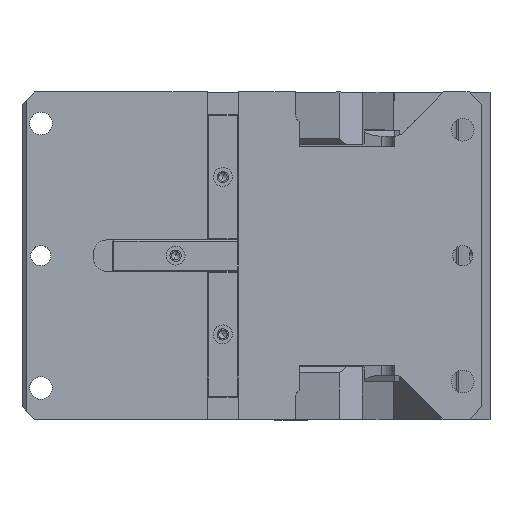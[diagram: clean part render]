
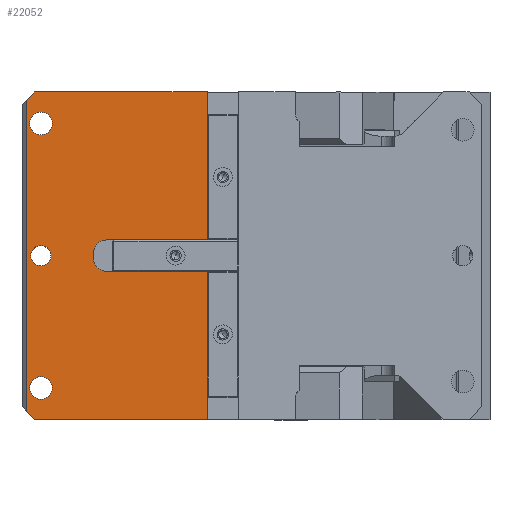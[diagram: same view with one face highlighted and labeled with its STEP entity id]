
A CAD part, top view. The second image highlights one B-rep face of the part: STEP entity #22052.
In plain terms, the highlighted planar face has unit normal (0, 0, 1).
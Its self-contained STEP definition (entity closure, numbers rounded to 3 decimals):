
#18272=CARTESIAN_POINT('Axis2P3D Location',(-300.,0.,265.)) ;
#19862=CARTESIAN_POINT('Vertex',(-275.,-130.,265.)) ;
#19911=CARTESIAN_POINT('Vertex',(-138.,-130.,265.)) ;
#19914=CARTESIAN_POINT('Line Origine',(-206.5,-130.,265.)) ;
#19959=CARTESIAN_POINT('Line Origine',(-206.5,130.,265.)) ;
#19963=CARTESIAN_POINT('Vertex',(-138.,130.,265.)) ;
#19965=CARTESIAN_POINT('Vertex',(-275.,130.,265.)) ;
#21598=CARTESIAN_POINT('Line Origine',(-280.,-125.,265.)) ;
#21602=CARTESIAN_POINT('Vertex',(-281.5,-123.5,265.)) ;
#21916=CARTESIAN_POINT('Vertex',(-138.,-12.5,265.)) ;
#21919=CARTESIAN_POINT('Line Origine',(-138.,-71.25,265.)) ;
#21932=CARTESIAN_POINT('Line Origine',(-281.5,0.,265.)) ;
#21936=CARTESIAN_POINT('Vertex',(-281.5,123.5,265.)) ;
#21939=CARTESIAN_POINT('Line Origine',(-178.,-12.5,265.)) ;
#21943=CARTESIAN_POINT('Vertex',(-218.,-12.5,265.)) ;
#21946=CARTESIAN_POINT('Axis2P3D Location',(-218.,-2.5,265.)) ;
#21950=CARTESIAN_POINT('Vertex',(-228.,-2.5,265.)) ;
#21953=CARTESIAN_POINT('Line Origine',(-228.,0.,265.)) ;
#21957=CARTESIAN_POINT('Vertex',(-228.,2.5,265.)) ;
#21960=CARTESIAN_POINT('Axis2P3D Location',(-218.,2.5,265.)) ;
#21964=CARTESIAN_POINT('Vertex',(-218.,12.5,265.)) ;
#21967=CARTESIAN_POINT('Line Origine',(-178.,12.5,265.)) ;
#21971=CARTESIAN_POINT('Vertex',(-138.,12.5,265.)) ;
#21974=CARTESIAN_POINT('Line Origine',(-138.,71.25,265.)) ;
#21979=CARTESIAN_POINT('Line Origine',(-278.25,126.75,265.)) ;
#21998=CARTESIAN_POINT('Axis2P3D Location',(-270.,0.,265.)) ;
#22002=CARTESIAN_POINT('Vertex',(-278.,0.,265.)) ;
#22004=CARTESIAN_POINT('Vertex',(-262.,0.,265.)) ;
#22007=CARTESIAN_POINT('Axis2P3D Location',(-270.,0.,265.)) ;
#22016=CARTESIAN_POINT('Axis2P3D Location',(-270.,105.,265.)) ;
#22020=CARTESIAN_POINT('Vertex',(-261.,105.,265.)) ;
#22022=CARTESIAN_POINT('Vertex',(-279.,105.,265.)) ;
#22025=CARTESIAN_POINT('Axis2P3D Location',(-270.,105.,265.)) ;
#22034=CARTESIAN_POINT('Axis2P3D Location',(-270.,-105.,265.)) ;
#22038=CARTESIAN_POINT('Vertex',(-279.,-105.,265.)) ;
#22040=CARTESIAN_POINT('Vertex',(-261.,-105.,265.)) ;
#22043=CARTESIAN_POINT('Axis2P3D Location',(-270.,-105.,265.)) ;
#18273=DIRECTION('Axis2P3D Direction',(0.,0.,-1.)) ;
#18274=DIRECTION('Axis2P3D XDirection',(1.,0.,0.)) ;
#19915=DIRECTION('Vector Direction',(-1.,0.,0.)) ;
#19960=DIRECTION('Vector Direction',(-1.,0.,0.)) ;
#21599=DIRECTION('Vector Direction',(0.707,-0.707,0.)) ;
#21920=DIRECTION('Vector Direction',(0.,1.,0.)) ;
#21933=DIRECTION('Vector Direction',(0.,1.,0.)) ;
#21940=DIRECTION('Vector Direction',(1.,0.,0.)) ;
#21947=DIRECTION('Axis2P3D Direction',(0.,0.,-1.)) ;
#21954=DIRECTION('Vector Direction',(0.,-1.,0.)) ;
#21961=DIRECTION('Axis2P3D Direction',(0.,0.,-1.)) ;
#21968=DIRECTION('Vector Direction',(1.,0.,0.)) ;
#21975=DIRECTION('Vector Direction',(0.,1.,0.)) ;
#21980=DIRECTION('Vector Direction',(0.707,0.707,0.)) ;
#21999=DIRECTION('Axis2P3D Direction',(0.,0.,-1.)) ;
#22008=DIRECTION('Axis2P3D Direction',(0.,0.,-1.)) ;
#22017=DIRECTION('Axis2P3D Direction',(0.,0.,-1.)) ;
#22026=DIRECTION('Axis2P3D Direction',(0.,0.,-1.)) ;
#22035=DIRECTION('Axis2P3D Direction',(0.,0.,-1.)) ;
#22044=DIRECTION('Axis2P3D Direction',(0.,0.,-1.)) ;
#18275=AXIS2_PLACEMENT_3D('Plane Axis2P3D',#18272,#18273,#18274) ;
#21948=AXIS2_PLACEMENT_3D('Circle Axis2P3D',#21946,#21947,$) ;
#21962=AXIS2_PLACEMENT_3D('Circle Axis2P3D',#21960,#21961,$) ;
#22000=AXIS2_PLACEMENT_3D('Circle Axis2P3D',#21998,#21999,$) ;
#22009=AXIS2_PLACEMENT_3D('Circle Axis2P3D',#22007,#22008,$) ;
#22018=AXIS2_PLACEMENT_3D('Circle Axis2P3D',#22016,#22017,$) ;
#22027=AXIS2_PLACEMENT_3D('Circle Axis2P3D',#22025,#22026,$) ;
#22036=AXIS2_PLACEMENT_3D('Circle Axis2P3D',#22034,#22035,$) ;
#22045=AXIS2_PLACEMENT_3D('Circle Axis2P3D',#22043,#22044,$) ;
#21985=ORIENTED_EDGE('',*,*,#21938,.T.) ;
#21986=ORIENTED_EDGE('',*,*,#21604,.T.) ;
#21987=ORIENTED_EDGE('',*,*,#19918,.F.) ;
#21988=ORIENTED_EDGE('',*,*,#21923,.T.) ;
#21989=ORIENTED_EDGE('',*,*,#21945,.F.) ;
#21990=ORIENTED_EDGE('',*,*,#21952,.T.) ;
#21991=ORIENTED_EDGE('',*,*,#21959,.F.) ;
#21992=ORIENTED_EDGE('',*,*,#21966,.T.) ;
#21993=ORIENTED_EDGE('',*,*,#21973,.T.) ;
#21994=ORIENTED_EDGE('',*,*,#21978,.T.) ;
#21995=ORIENTED_EDGE('',*,*,#19967,.T.) ;
#21996=ORIENTED_EDGE('',*,*,#21983,.F.) ;
#22013=ORIENTED_EDGE('',*,*,#22006,.T.) ;
#22014=ORIENTED_EDGE('',*,*,#22011,.T.) ;
#22031=ORIENTED_EDGE('',*,*,#22024,.T.) ;
#22032=ORIENTED_EDGE('',*,*,#22029,.T.) ;
#22049=ORIENTED_EDGE('',*,*,#22042,.T.) ;
#22050=ORIENTED_EDGE('',*,*,#22047,.T.) ;
#22015=FACE_BOUND('',#22012,.T.) ;
#22033=FACE_BOUND('',#22030,.T.) ;
#22051=FACE_BOUND('',#22048,.T.) ;
#19916=VECTOR('Line Direction',#19915,1.) ;
#19961=VECTOR('Line Direction',#19960,1.) ;
#21600=VECTOR('Line Direction',#21599,1.) ;
#21921=VECTOR('Line Direction',#21920,1.) ;
#21934=VECTOR('Line Direction',#21933,1.) ;
#21941=VECTOR('Line Direction',#21940,1.) ;
#21955=VECTOR('Line Direction',#21954,1.) ;
#21969=VECTOR('Line Direction',#21968,1.) ;
#21976=VECTOR('Line Direction',#21975,1.) ;
#21981=VECTOR('Line Direction',#21980,1.) ;
#22052=ADVANCED_FACE('SCHIEBERBETT',(#21997,#22015,#22033,#22051),#18276,.F.) ;
#21949=CIRCLE('generated circle',#21948,10.) ;
#21963=CIRCLE('generated circle',#21962,10.) ;
#22001=CIRCLE('generated circle',#22000,8.) ;
#22010=CIRCLE('generated circle',#22009,8.) ;
#22019=CIRCLE('generated circle',#22018,9.) ;
#22028=CIRCLE('generated circle',#22027,9.) ;
#22037=CIRCLE('generated circle',#22036,9.) ;
#22046=CIRCLE('generated circle',#22045,9.) ;
#19918=EDGE_CURVE('',#19912,#19863,#19917,.T.) ;
#19967=EDGE_CURVE('',#19964,#19966,#19962,.T.) ;
#21604=EDGE_CURVE('',#21603,#19863,#21601,.T.) ;
#21923=EDGE_CURVE('',#19912,#21917,#21922,.T.) ;
#21938=EDGE_CURVE('',#21937,#21603,#21935,.F.) ;
#21945=EDGE_CURVE('',#21944,#21917,#21942,.T.) ;
#21952=EDGE_CURVE('',#21944,#21951,#21949,.T.) ;
#21959=EDGE_CURVE('',#21958,#21951,#21956,.T.) ;
#21966=EDGE_CURVE('',#21958,#21965,#21963,.T.) ;
#21973=EDGE_CURVE('',#21965,#21972,#21970,.T.) ;
#21978=EDGE_CURVE('',#21972,#19964,#21977,.T.) ;
#21983=EDGE_CURVE('',#21937,#19966,#21982,.T.) ;
#22006=EDGE_CURVE('',#22003,#22005,#22001,.T.) ;
#22011=EDGE_CURVE('',#22005,#22003,#22010,.T.) ;
#22024=EDGE_CURVE('',#22021,#22023,#22019,.T.) ;
#22029=EDGE_CURVE('',#22023,#22021,#22028,.T.) ;
#22042=EDGE_CURVE('',#22039,#22041,#22037,.T.) ;
#22047=EDGE_CURVE('',#22041,#22039,#22046,.T.) ;
#21984=EDGE_LOOP('',(#21985,#21986,#21987,#21988,#21989,#21990,#21991,#21992,#21993,#21994,#21995,#21996)) ;
#22012=EDGE_LOOP('',(#22013,#22014)) ;
#22030=EDGE_LOOP('',(#22031,#22032)) ;
#22048=EDGE_LOOP('',(#22049,#22050)) ;
#21997=FACE_OUTER_BOUND('',#21984,.T.) ;
#19917=LINE('Line',#19914,#19916) ;
#19962=LINE('Line',#19959,#19961) ;
#21601=LINE('Line',#21598,#21600) ;
#21922=LINE('Line',#21919,#21921) ;
#21935=LINE('Line',#21932,#21934) ;
#21942=LINE('Line',#21939,#21941) ;
#21956=LINE('Line',#21953,#21955) ;
#21970=LINE('Line',#21967,#21969) ;
#21977=LINE('Line',#21974,#21976) ;
#21982=LINE('Line',#21979,#21981) ;
#18276=PLANE('',#18275) ;
#19863=VERTEX_POINT('',#19862) ;
#19912=VERTEX_POINT('',#19911) ;
#19964=VERTEX_POINT('',#19963) ;
#19966=VERTEX_POINT('',#19965) ;
#21603=VERTEX_POINT('',#21602) ;
#21917=VERTEX_POINT('',#21916) ;
#21937=VERTEX_POINT('',#21936) ;
#21944=VERTEX_POINT('',#21943) ;
#21951=VERTEX_POINT('',#21950) ;
#21958=VERTEX_POINT('',#21957) ;
#21965=VERTEX_POINT('',#21964) ;
#21972=VERTEX_POINT('',#21971) ;
#22003=VERTEX_POINT('',#22002) ;
#22005=VERTEX_POINT('',#22004) ;
#22021=VERTEX_POINT('',#22020) ;
#22023=VERTEX_POINT('',#22022) ;
#22039=VERTEX_POINT('',#22038) ;
#22041=VERTEX_POINT('',#22040) ;
